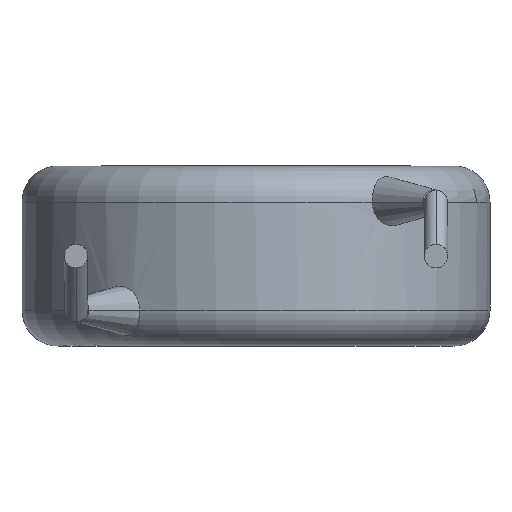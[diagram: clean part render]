
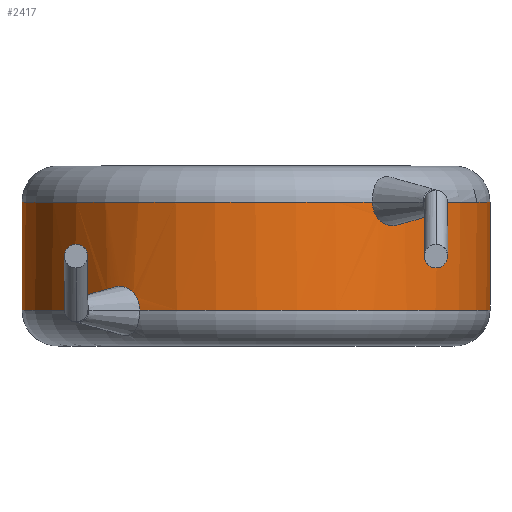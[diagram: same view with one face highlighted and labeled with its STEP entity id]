
A CAD part, front view. The second image highlights one B-rep face of the part: STEP entity #2417.
In plain terms, the highlighted cylindrical face has radius 6.5 mm (diameter 13 mm), a partial arc.
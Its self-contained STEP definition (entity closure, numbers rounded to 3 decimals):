
#12 = EDGE_CURVE ( 'NONE', #2629, #1391, #292, .T. ) ;
#52 = CARTESIAN_POINT ( 'NONE',  ( 0., 0., 1. ) ) ;
#176 = VERTEX_POINT ( 'NONE', #998 ) ;
#292 = B_SPLINE_CURVE_WITH_KNOTS ( 'NONE', 3,
 ( #2407, #767, #2062, #2724, #1108, #2711, #3027, #3362, #473, #749, #1416, #3014, #2079, #3721 ),
 .UNSPECIFIED., .F., .F.,
 ( 4, 2, 2, 2, 2, 2, 4 ),
 ( 0., 0., 0.001, 0.001, 0.001, 0.002, 0.002 ),
 .UNSPECIFIED. ) ;
#317 = AXIS2_PLACEMENT_3D ( 'NONE', #2924, #1007, #2688 ) ;
#401 = CYLINDRICAL_SURFACE ( 'NONE', #485, 6.5 ) ;
#417 = CARTESIAN_POINT ( 'NONE',  ( 3.229, -5.641, 3.913 ) ) ;
#431 = CARTESIAN_POINT ( 'NONE',  ( 4.111, -5.035, 3.471 ) ) ;
#446 = CARTESIAN_POINT ( 'NONE',  ( 4.308, -4.867, 3.825 ) ) ;
#458 = CARTESIAN_POINT ( 'NONE',  ( 0., 0., 4. ) ) ;
#473 = CARTESIAN_POINT ( 'NONE',  ( -3.928, -5.18, 1.642 ) ) ;
#484 = CARTESIAN_POINT ( 'NONE',  ( 0., 0., 1. ) ) ;
#485 = AXIS2_PLACEMENT_3D ( 'NONE', #2262, #1548, #3898 ) ;
#517 = CARTESIAN_POINT ( 'NONE',  ( 4.308, -4.867, 4. ) ) ;
#550 = CARTESIAN_POINT ( 'NONE',  ( -4.308, -4.867, 1. ) ) ;
#553 = ORIENTED_EDGE ( 'NONE', *, *, #3778, .T. ) ;
#669 = CIRCLE ( 'NONE', #915, 6.5 ) ;
#749 = CARTESIAN_POINT ( 'NONE',  ( -4.054, -5.081, 1.576 ) ) ;
#767 = CARTESIAN_POINT ( 'NONE',  ( -3.229, -5.641, 1.087 ) ) ;
#782 = CARTESIAN_POINT ( 'NONE',  ( 6.5, 0., 4. ) ) ;
#810 = CARTESIAN_POINT ( 'NONE',  ( 6.5, 0., 5. ) ) ;
#870 = B_SPLINE_CURVE_WITH_KNOTS ( 'NONE', 3,
 ( #2093, #417, #2373, #2708, #1733, #2690, #4009, #3006, #2398, #2386, #431, #3693, #446, #517 ),
 .UNSPECIFIED., .F., .F.,
 ( 4, 2, 2, 2, 2, 2, 4 ),
 ( 0., 0., 0.001, 0.001, 0.001, 0.002, 0.002 ),
 .UNSPECIFIED. ) ;
#915 = AXIS2_PLACEMENT_3D ( 'NONE', #458, #3734, #1040 ) ;
#938 = CIRCLE ( 'NONE', #317, 6.5 ) ;
#959 = AXIS2_PLACEMENT_3D ( 'NONE', #484, #3471, #1141 ) ;
#982 = CIRCLE ( 'NONE', #4200, 6.5 ) ;
#991 = EDGE_CURVE ( 'NONE', #1058, #176, #938, .T. ) ;
#998 = CARTESIAN_POINT ( 'NONE',  ( 4.308, -4.867, 4. ) ) ;
#1007 = DIRECTION ( 'NONE',  ( 0., 0., -1. ) ) ;
#1040 = DIRECTION ( 'NONE',  ( 1., 0., 0. ) ) ;
#1058 = VERTEX_POINT ( 'NONE', #782 ) ;
#1108 = CARTESIAN_POINT ( 'NONE',  ( -3.345, -5.574, 1.406 ) ) ;
#1130 = VECTOR ( 'NONE', #1988, 1000. ) ;
#1131 = DIRECTION ( 'NONE',  ( 0., 0., -1. ) ) ;
#1141 = DIRECTION ( 'NONE',  ( 1., 0., 0. ) ) ;
#1363 = EDGE_CURVE ( 'NONE', #1723, #176, #870, .T. ) ;
#1391 = VERTEX_POINT ( 'NONE', #550 ) ;
#1416 = CARTESIAN_POINT ( 'NONE',  ( -4.111, -5.035, 1.529 ) ) ;
#1548 = DIRECTION ( 'NONE',  ( 0., 0., -1. ) ) ;
#1664 = ORIENTED_EDGE ( 'NONE', *, *, #3142, .T. ) ;
#1723 = VERTEX_POINT ( 'NONE', #3781 ) ;
#1733 = CARTESIAN_POINT ( 'NONE',  ( 3.345, -5.574, 3.594 ) ) ;
#1868 = VERTEX_POINT ( 'NONE', #2663 ) ;
#1884 = EDGE_CURVE ( 'NONE', #1723, #1868, #669, .T. ) ;
#1922 = ORIENTED_EDGE ( 'NONE', *, *, #12, .F. ) ;
#1988 = DIRECTION ( 'NONE',  ( 0., 0., -1. ) ) ;
#2062 = CARTESIAN_POINT ( 'NONE',  ( -3.244, -5.633, 1.173 ) ) ;
#2079 = CARTESIAN_POINT ( 'NONE',  ( -4.308, -4.867, 1.175 ) ) ;
#2093 = CARTESIAN_POINT ( 'NONE',  ( 3.229, -5.641, 4. ) ) ;
#2262 = CARTESIAN_POINT ( 'NONE',  ( 0., 0., 5. ) ) ;
#2333 = EDGE_LOOP ( 'NONE', ( #4111, #2680, #3927, #3637, #1664, #553, #1922, #3954 ) ) ;
#2373 = CARTESIAN_POINT ( 'NONE',  ( 3.244, -5.633, 3.827 ) ) ;
#2386 = CARTESIAN_POINT ( 'NONE',  ( 4.054, -5.081, 3.424 ) ) ;
#2398 = CARTESIAN_POINT ( 'NONE',  ( 3.928, -5.18, 3.358 ) ) ;
#2407 = CARTESIAN_POINT ( 'NONE',  ( -3.229, -5.641, 1. ) ) ;
#2417 = ADVANCED_FACE ( 'NONE', ( #2946 ), #401, .T. ) ;
#2431 = VERTEX_POINT ( 'NONE', #4212 ) ;
#2478 = LINE ( 'NONE', #810, #2587 ) ;
#2587 = VECTOR ( 'NONE', #1131, 1000. ) ;
#2624 = CARTESIAN_POINT ( 'NONE',  ( -3.229, -5.641, 1. ) ) ;
#2629 = VERTEX_POINT ( 'NONE', #2624 ) ;
#2663 = CARTESIAN_POINT ( 'NONE',  ( -6.5, 0., 4. ) ) ;
#2670 = DIRECTION ( 'NONE',  ( 0., 0., 1. ) ) ;
#2680 = ORIENTED_EDGE ( 'NONE', *, *, #991, .T. ) ;
#2688 = DIRECTION ( 'NONE',  ( 1., 0., 0. ) ) ;
#2690 = CARTESIAN_POINT ( 'NONE',  ( 3.502, -5.477, 3.412 ) ) ;
#2708 = CARTESIAN_POINT ( 'NONE',  ( 3.302, -5.599, 3.667 ) ) ;
#2711 = CARTESIAN_POINT ( 'NONE',  ( -3.502, -5.477, 1.588 ) ) ;
#2724 = CARTESIAN_POINT ( 'NONE',  ( -3.302, -5.599, 1.333 ) ) ;
#2812 = EDGE_CURVE ( 'NONE', #1058, #2431, #2478, .T. ) ;
#2864 = LINE ( 'NONE', #3546, #1130 ) ;
#2924 = CARTESIAN_POINT ( 'NONE',  ( 0., 0., 4. ) ) ;
#2946 = FACE_OUTER_BOUND ( 'NONE', #2333, .T. ) ;
#3006 = CARTESIAN_POINT ( 'NONE',  ( 3.858, -5.232, 3.341 ) ) ;
#3014 = CARTESIAN_POINT ( 'NONE',  ( -4.255, -4.915, 1.344 ) ) ;
#3027 = CARTESIAN_POINT ( 'NONE',  ( -3.648, -5.383, 1.659 ) ) ;
#3142 = EDGE_CURVE ( 'NONE', #1868, #3759, #2864, .T. ) ;
#3362 = CARTESIAN_POINT ( 'NONE',  ( -3.858, -5.232, 1.659 ) ) ;
#3405 = CIRCLE ( 'NONE', #959, 6.5 ) ;
#3434 = EDGE_CURVE ( 'NONE', #2629, #2431, #982, .T. ) ;
#3471 = DIRECTION ( 'NONE',  ( 0., 0., 1. ) ) ;
#3546 = CARTESIAN_POINT ( 'NONE',  ( -6.5, 0., 5. ) ) ;
#3637 = ORIENTED_EDGE ( 'NONE', *, *, #1884, .T. ) ;
#3693 = CARTESIAN_POINT ( 'NONE',  ( 4.255, -4.915, 3.656 ) ) ;
#3721 = CARTESIAN_POINT ( 'NONE',  ( -4.308, -4.867, 1. ) ) ;
#3734 = DIRECTION ( 'NONE',  ( 0., 0., -1. ) ) ;
#3759 = VERTEX_POINT ( 'NONE', #4083 ) ;
#3778 = EDGE_CURVE ( 'NONE', #3759, #1391, #3405, .T. ) ;
#3781 = CARTESIAN_POINT ( 'NONE',  ( 3.229, -5.641, 4. ) ) ;
#3898 = DIRECTION ( 'NONE',  ( -1., 0., 0. ) ) ;
#3927 = ORIENTED_EDGE ( 'NONE', *, *, #1363, .F. ) ;
#3954 = ORIENTED_EDGE ( 'NONE', *, *, #3434, .T. ) ;
#3995 = DIRECTION ( 'NONE',  ( 1., 0., 0. ) ) ;
#4009 = CARTESIAN_POINT ( 'NONE',  ( 3.648, -5.383, 3.341 ) ) ;
#4083 = CARTESIAN_POINT ( 'NONE',  ( -6.5, 0., 1. ) ) ;
#4111 = ORIENTED_EDGE ( 'NONE', *, *, #2812, .F. ) ;
#4200 = AXIS2_PLACEMENT_3D ( 'NONE', #52, #2670, #3995 ) ;
#4212 = CARTESIAN_POINT ( 'NONE',  ( 6.5, 0., 1. ) ) ;
